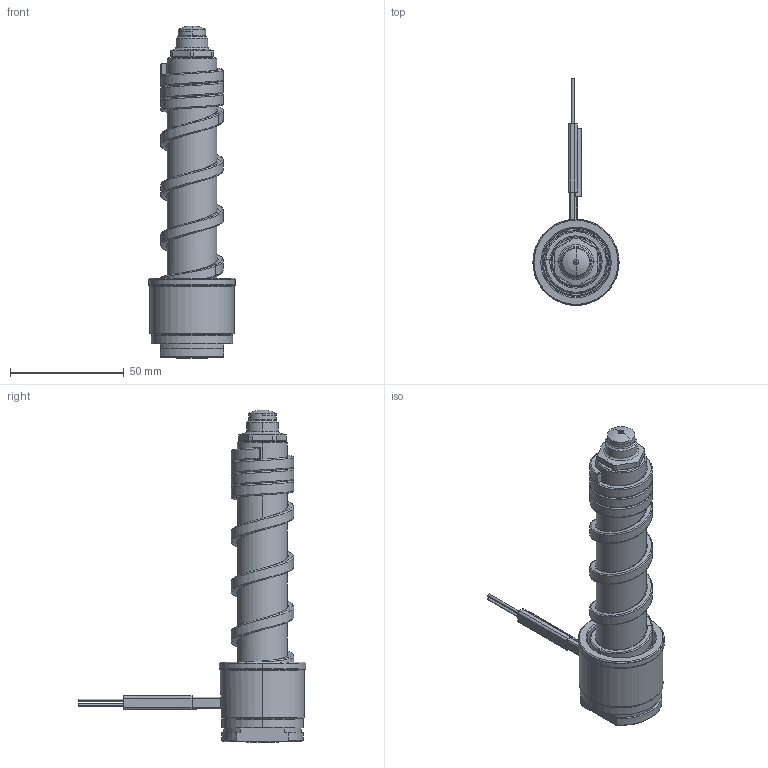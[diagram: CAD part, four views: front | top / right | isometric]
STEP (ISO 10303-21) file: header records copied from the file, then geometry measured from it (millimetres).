
FILE_DESCRIPTION((''),'2;1');
FILE_NAME('LS-146-BES-R','2014-02-25T',('Íàòàëüÿ'),('IMID'),'PRO/ENGINEER BY PARAMETRIC TECHNOLOGY CORPORATION, 2010180','PRO/ENGINEER BY PARAMETRIC TECHNOLOGY CORPORATION, 2010180','');
FILE_SCHEMA(('CONFIG_CONTROL_DESIGN'));
Length unit declared in the file: millimetre
Products named in the file (1): LS-146-BES-R
Bounding box: 38 x 100 x 146.2 mm (x, y, z)
Volume: 73393.2 mm3; surface area: 32821.6 mm2
Topology: 1 solids, 9 shells, 334 faces, 856 edges, 512 vertices
Faces by surface type: cylinder 110, cone 64, bspline 54, plane 50, torus 35, revolution 9, extrusion 8, sphere 4
Entity records: 18944 total; most frequent: CARTESIAN_POINT 11211, ORIENTED_EDGE 1668, DIRECTION 1508, EDGE_CURVE 846, AXIS2_PLACEMENT_3D 600, VERTEX_POINT 512, EDGE_LOOP 356, CIRCLE 336
